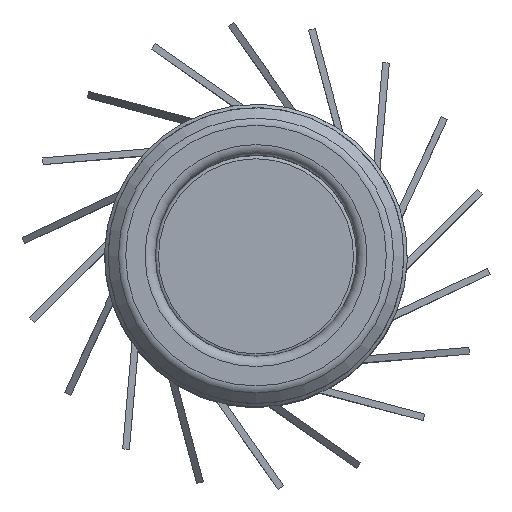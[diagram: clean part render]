
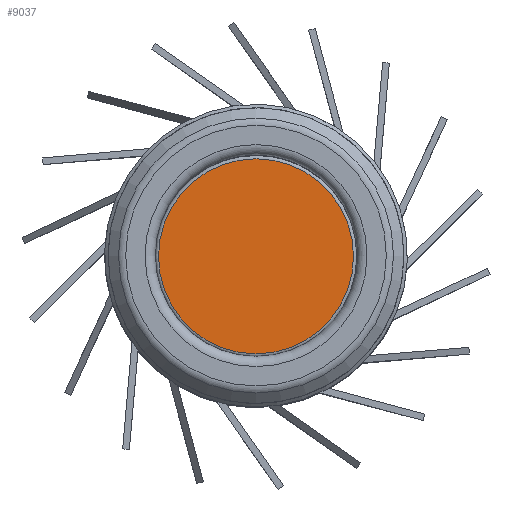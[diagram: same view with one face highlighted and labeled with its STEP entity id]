
A CAD part, top view. The second image highlights one B-rep face of the part: STEP entity #9037.
In plain terms, the highlighted planar face has unit normal (0, 0, 1).
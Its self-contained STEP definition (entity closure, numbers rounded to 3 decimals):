
#263=CIRCLE('',#9696,29.);
#663=FACE_OUTER_BOUND('',#1188,.T.);
#1188=EDGE_LOOP('',(#7361));
#4236=VERTEX_POINT('',#13964);
#5328=EDGE_CURVE('',#4236,#4236,#263,.T.);
#7361=ORIENTED_EDGE('',*,*,#5328,.F.);
#8567=PLANE('',#9698);
#9037=ADVANCED_FACE('',(#663),#8567,.T.);
#9696=AXIS2_PLACEMENT_3D('',#13965,#11364,#11365);
#9698=AXIS2_PLACEMENT_3D('',#13967,#11368,#11369);
#11364=DIRECTION('center_axis',(0.,0.,-1.));
#11365=DIRECTION('ref_axis',(1.,0.,0.));
#11368=DIRECTION('center_axis',(0.,0.,1.));
#11369=DIRECTION('ref_axis',(1.,0.,0.));
#13964=CARTESIAN_POINT('',(-29.,0.,9.));
#13965=CARTESIAN_POINT('Origin',(0.,0.,9.));
#13967=CARTESIAN_POINT('Origin',(0.,0.,9.));
